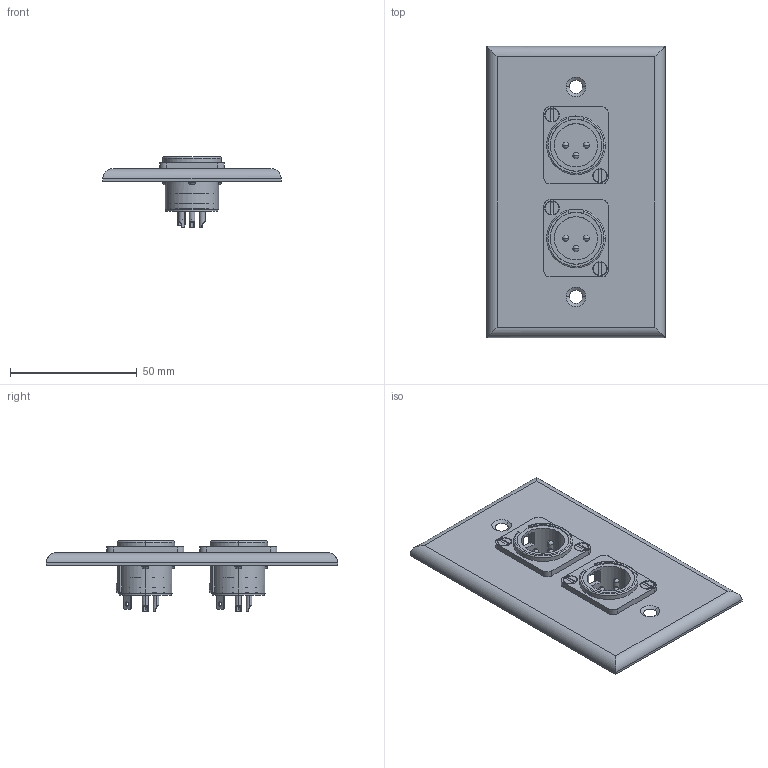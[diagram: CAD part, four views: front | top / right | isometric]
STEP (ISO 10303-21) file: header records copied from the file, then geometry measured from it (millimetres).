
FILE_DESCRIPTION (( 'STEP AP214' ), '1' );
FILE_NAME ('WPXLRM-2.STEP', '2010-07-20T20:10:00', ( 'x' ), ( 'Microsoft' ), 'SwSTEP 2.0', 'SolidWorks 2010', '' );
FILE_SCHEMA (( 'AUTOMOTIVE_DESIGN' ));
Length unit declared in the file: inch
Products named in the file (5): 3AA02-015_4-40 nut; 3AA01-028_.250" long; WPXLRM-2; 1AA13-046; 1AG02-012
Assembly tree (11 placements, depth 2):
  WPXLRM-2
    3AA01-028_.250" long  x4
    1AG02-012
    1AA13-046  x2
    3AA02-015_4-40 nut  x4
Bounding box: 70.48 x 115.06 x 27.71 mm (x, y, z)
Volume: 18868.4 mm3; surface area: 29996.9 mm2
Topology: 11 solids, 13 shells, 389 faces, 974 edges, 626 vertices
Faces by surface type: cylinder 168, plane 141, torus 60, cone 20
Entity records: 7258 total; most frequent: CARTESIAN_POINT 1290, DIRECTION 1045, ORIENTED_EDGE 934, EDGE_CURVE 467, AXIS2_PLACEMENT_3D 426, VERTEX_POINT 299, CIRCLE 226, EDGE_LOOP 224
